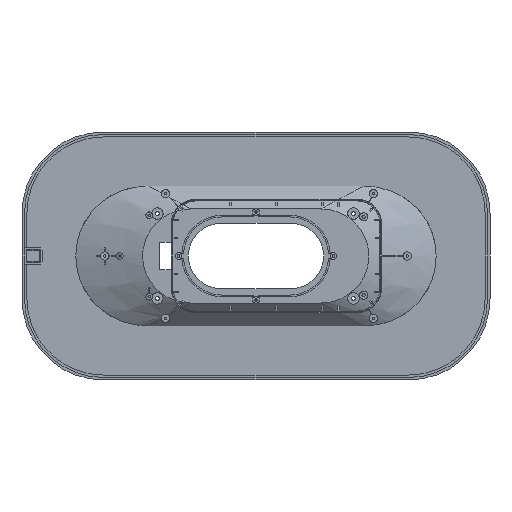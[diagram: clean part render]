
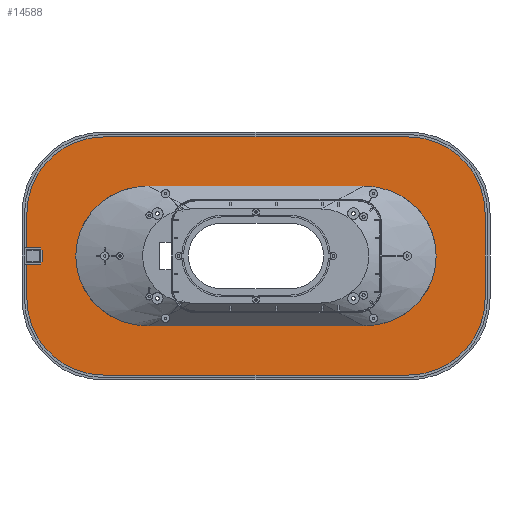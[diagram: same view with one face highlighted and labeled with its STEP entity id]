
A CAD part, front view. The second image highlights one B-rep face of the part: STEP entity #14588.
In plain terms, the highlighted planar face has unit normal (0, -1, 0).
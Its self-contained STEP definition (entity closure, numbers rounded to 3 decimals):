
#1040=CARTESIAN_POINT('',(65.993,0.,
42.865));
#1041=CARTESIAN_POINT('',(67.11,0.,
42.865));
#1042=CARTESIAN_POINT('',(69.331,0.,
42.783));
#1043=CARTESIAN_POINT('',(72.633,0.,
42.414));
#1044=CARTESIAN_POINT('',(74.793,0.,
42.009));
#1045=CARTESIAN_POINT('',(75.865,0.,
41.766));
#1080=CARTESIAN_POINT('',(75.865,0.,
-41.766));
#1081=CARTESIAN_POINT('',(74.793,0.,
-42.009));
#1082=CARTESIAN_POINT('',(72.633,0.,
-42.414));
#1083=CARTESIAN_POINT('',(69.331,0.,
-42.783));
#1084=CARTESIAN_POINT('',(67.11,0.,
-42.865));
#1085=CARTESIAN_POINT('',(65.993,0.,
-42.865));
#1930=CARTESIAN_POINT('',(-66.011,0.,
-42.865));
#1931=CARTESIAN_POINT('',(-67.134,0.,
-42.865));
#1932=CARTESIAN_POINT('',(-69.368,0.,
-42.782));
#1933=CARTESIAN_POINT('',(-72.691,0.,
-42.408));
#1934=CARTESIAN_POINT('',(-74.864,0.,
-41.997));
#1935=CARTESIAN_POINT('',(-75.943,0.,
-41.751));
#1970=CARTESIAN_POINT('',(-75.943,0.,
41.751));
#1971=CARTESIAN_POINT('',(-74.864,0.,
41.997));
#1972=CARTESIAN_POINT('',(-72.691,0.,
42.408));
#1973=CARTESIAN_POINT('',(-69.368,0.,
42.782));
#1974=CARTESIAN_POINT('',(-67.134,0.,
42.865));
#1975=CARTESIAN_POINT('',(-66.011,0.,
42.865));
#2394=CARTESIAN_POINT('',(-93.5,0.,26.));
#2395=DIRECTION('',(0.,1.,0.));
#2396=DIRECTION('',(-1.,0.,0.));
#2397=AXIS2_PLACEMENT_3D('',#2394,#2395,#2396);
#2402=CARTESIAN_POINT('',(93.5,0.,26.));
#2403=DIRECTION('',(0.,1.,0.));
#2404=DIRECTION('',(0.,0.,1.));
#2405=AXIS2_PLACEMENT_3D('',#2402,#2403,#2404);
#2410=CARTESIAN_POINT('',(93.5,0.,-26.));
#2411=DIRECTION('',(0.,1.,0.));
#2412=DIRECTION('',(1.,0.,0.));
#2413=AXIS2_PLACEMENT_3D('',#2410,#2411,#2412);
#2418=CARTESIAN_POINT('',(-93.5,0.,-26.));
#2419=DIRECTION('',(0.,1.,0.));
#2420=DIRECTION('',(0.,0.,-1.));
#2421=AXIS2_PLACEMENT_3D('',#2418,#2419,#2420);
#2426=CARTESIAN_POINT('',(68.,0.,0.));
#2427=DIRECTION('',(0.,-1.,0.));
#2428=DIRECTION('',(0.185,0.,-0.983));
#2429=AXIS2_PLACEMENT_3D('',#2426,#2427,#2428);
#2434=CARTESIAN_POINT('',(68.,0.,0.));
#2435=DIRECTION('',(0.,-1.,0.));
#2436=DIRECTION('',(1.,0.,0.));
#2437=AXIS2_PLACEMENT_3D('',#2434,#2435,#2436);
#2442=DIRECTION('',(-1.,0.,0.));
#2443=VECTOR('',#2442,132.004);
#2444=CARTESIAN_POINT('',(65.993,0.,
42.865));
#2445=LINE('',#2444,#2443);
#2449=CARTESIAN_POINT('',(-68.,0.,0.));
#2450=DIRECTION('',(0.,-1.,0.));
#2451=DIRECTION('',(-0.187,0.,0.982));
#2452=AXIS2_PLACEMENT_3D('',#2449,#2450,#2451);
#2457=CARTESIAN_POINT('',(-68.,0.,0.));
#2458=DIRECTION('',(0.,-1.,0.));
#2459=DIRECTION('',(-1.,0.,0.));
#2460=AXIS2_PLACEMENT_3D('',#2457,#2458,#2459);
#2465=DIRECTION('',(1.,0.,0.));
#2466=VECTOR('',#2465,132.004);
#2467=CARTESIAN_POINT('',(-66.011,0.,
-42.865));
#2468=LINE('',#2467,#2466);
#2479=DIRECTION('',(-1.,0.,0.));
#2480=VECTOR('',#2479,8.5);
#2481=CARTESIAN_POINT('',(-132.,0.,-5.));
#2482=LINE('',#2481,#2480);
#2775=DIRECTION('',(0.,0.,-1.));
#2776=VECTOR('',#2775,21.);
#2777=CARTESIAN_POINT('',(-140.5,0.,-5.));
#2778=LINE('',#2777,#2776);
#2796=DIRECTION('',(1.,0.,0.));
#2797=VECTOR('',#2796,187.);
#2798=CARTESIAN_POINT('',(-93.5,0.,-73.));
#2799=LINE('',#2798,#2797);
#2817=DIRECTION('',(0.,0.,1.));
#2818=VECTOR('',#2817,52.);
#2819=CARTESIAN_POINT('',(140.5,0.,-26.));
#2820=LINE('',#2819,#2818);
#2838=DIRECTION('',(-1.,0.,0.));
#2839=VECTOR('',#2838,187.);
#2840=CARTESIAN_POINT('',(93.5,0.,73.));
#2841=LINE('',#2840,#2839);
#2859=DIRECTION('',(0.,0.,-1.));
#2860=VECTOR('',#2859,21.);
#2861=CARTESIAN_POINT('',(-140.5,0.,26.));
#2862=LINE('',#2861,#2860);
#2880=DIRECTION('',(1.,0.,0.));
#2881=VECTOR('',#2880,8.5);
#2882=CARTESIAN_POINT('',(-140.5,0.,5.));
#2883=LINE('',#2882,#2881);
#2908=DIRECTION('',(0.,0.,-1.));
#2909=VECTOR('',#2908,10.);
#2910=CARTESIAN_POINT('',(-132.,0.,5.));
#2911=LINE('',#2910,#2909);
#11277=CARTESIAN_POINT('',(-132.,0.,-5.));
#11278=CARTESIAN_POINT('',(-140.5,0.,-5.));
#11279=VERTEX_POINT('',#11277);
#11280=VERTEX_POINT('',#11278);
#11281=CARTESIAN_POINT('',(-132.,0.,5.));
#11282=VERTEX_POINT('',#11281);
#11283=CARTESIAN_POINT('',(-140.5,0.,5.));
#11284=VERTEX_POINT('',#11283);
#11285=CARTESIAN_POINT('',(-140.5,0.,26.));
#11286=VERTEX_POINT('',#11285);
#11287=CARTESIAN_POINT('',(-93.5,0.,73.));
#11288=VERTEX_POINT('',#11287);
#11289=CARTESIAN_POINT('',(93.5,0.,73.));
#11290=VERTEX_POINT('',#11289);
#11291=CARTESIAN_POINT('',(140.5,0.,26.));
#11292=VERTEX_POINT('',#11291);
#11293=CARTESIAN_POINT('',(140.5,0.,-26.));
#11294=VERTEX_POINT('',#11293);
#11295=CARTESIAN_POINT('',(93.5,0.,-73.));
#11296=VERTEX_POINT('',#11295);
#11297=CARTESIAN_POINT('',(-93.5,0.,-73.));
#11298=VERTEX_POINT('',#11297);
#11299=CARTESIAN_POINT('',(-140.5,0.,-26.));
#11300=VERTEX_POINT('',#11299);
#11301=VERTEX_POINT('',#1080);
#11302=VERTEX_POINT('',#1085);
#11303=CARTESIAN_POINT('',(110.5,0.,0.));
#11304=CARTESIAN_POINT('',(75.865,0.,41.766));
#11305=VERTEX_POINT('',#11303);
#11306=VERTEX_POINT('',#11304);
#11307=VERTEX_POINT('',#1040);
#11308=CARTESIAN_POINT('',(-66.011,0.,
42.865));
#11309=VERTEX_POINT('',#11308);
#11310=VERTEX_POINT('',#1970);
#11311=CARTESIAN_POINT('',(-110.5,0.,0.));
#11312=CARTESIAN_POINT('',(-75.943,0.,-41.751));
#11313=VERTEX_POINT('',#11311);
#11314=VERTEX_POINT('',#11312);
#11315=VERTEX_POINT('',#1930);
#14540=CARTESIAN_POINT('',(0.,0.,0.));
#14541=DIRECTION('',(0.,1.,0.));
#14542=DIRECTION('',(1.,0.,0.));
#14543=AXIS2_PLACEMENT_3D('',#14540,#14541,#14542);
#14544=PLANE('',#14543);
#14546=ORIENTED_EDGE('',*,*,#14545,.F.);
#14548=ORIENTED_EDGE('',*,*,#14547,.F.);
#14550=ORIENTED_EDGE('',*,*,#14549,.F.);
#14552=ORIENTED_EDGE('',*,*,#14551,.F.);
#14554=ORIENTED_EDGE('',*,*,#14553,.T.);
#14556=ORIENTED_EDGE('',*,*,#14555,.F.);
#14558=ORIENTED_EDGE('',*,*,#14557,.T.);
#14560=ORIENTED_EDGE('',*,*,#14559,.F.);
#14562=ORIENTED_EDGE('',*,*,#14561,.T.);
#14564=ORIENTED_EDGE('',*,*,#14563,.F.);
#14566=ORIENTED_EDGE('',*,*,#14565,.T.);
#14568=ORIENTED_EDGE('',*,*,#14567,.F.);
#14569=EDGE_LOOP('',(#14546,#14548,#14550,#14552,#14554,#14556,#14558,#14560,
#14562,#14564,#14566,#14568));
#14570=FACE_OUTER_BOUND('',#14569,.F.);
#14571=ORIENTED_EDGE('',*,*,#13791,.F.);
#14573=ORIENTED_EDGE('',*,*,#14572,.T.);
#14575=ORIENTED_EDGE('',*,*,#14574,.T.);
#14576=ORIENTED_EDGE('',*,*,#13785,.F.);
#14578=ORIENTED_EDGE('',*,*,#14577,.T.);
#14579=ORIENTED_EDGE('',*,*,#14361,.F.);
#14581=ORIENTED_EDGE('',*,*,#14580,.T.);
#14583=ORIENTED_EDGE('',*,*,#14582,.T.);
#14584=ORIENTED_EDGE('',*,*,#14355,.F.);
#14585=ORIENTED_EDGE('',*,*,#13674,.T.);
#14586=EDGE_LOOP('',(#14571,#14573,#14575,#14576,#14578,#14579,#14581,#14583,
#14584,#14585));
#14587=FACE_BOUND('',#14586,.F.);
#1046=B_SPLINE_CURVE_WITH_KNOTS('',3,(#1040,#1041,#1042,#1043,#1044,#1045),
.UNSPECIFIED.,.F.,.F.,(4,1,1,4),(0.,0.333,0.667,1.),
.UNSPECIFIED.);
#1086=B_SPLINE_CURVE_WITH_KNOTS('',3,(#1080,#1081,#1082,#1083,#1084,#1085),
.UNSPECIFIED.,.F.,.F.,(4,1,1,4),(0.,0.333,0.667,1.),
.UNSPECIFIED.);
#1936=B_SPLINE_CURVE_WITH_KNOTS('',3,(#1930,#1931,#1932,#1933,#1934,#1935),
.UNSPECIFIED.,.F.,.F.,(4,1,1,4),(0.,0.333,0.667,1.),
.UNSPECIFIED.);
#1976=B_SPLINE_CURVE_WITH_KNOTS('',3,(#1970,#1971,#1972,#1973,#1974,#1975),
.UNSPECIFIED.,.F.,.F.,(4,1,1,4),(0.,0.333,0.667,1.),
.UNSPECIFIED.);
#2398=CIRCLE('',#2397,47.);
#2406=CIRCLE('',#2405,47.);
#2414=CIRCLE('',#2413,47.);
#2422=CIRCLE('',#2421,47.);
#2430=CIRCLE('',#2429,42.5);
#2438=CIRCLE('',#2437,42.5);
#2453=CIRCLE('',#2452,42.5);
#2461=CIRCLE('',#2460,42.5);
#13674=EDGE_CURVE('',#11315,#11302,#2468,.T.);
#13785=EDGE_CURVE('',#11307,#11306,#1046,.T.);
#13791=EDGE_CURVE('',#11301,#11302,#1086,.T.);
#14355=EDGE_CURVE('',#11315,#11314,#1936,.T.);
#14361=EDGE_CURVE('',#11310,#11309,#1976,.T.);
#14545=EDGE_CURVE('',#11279,#11280,#2482,.T.);
#14547=EDGE_CURVE('',#11282,#11279,#2911,.T.);
#14549=EDGE_CURVE('',#11284,#11282,#2883,.T.);
#14551=EDGE_CURVE('',#11286,#11284,#2862,.T.);
#14553=EDGE_CURVE('',#11286,#11288,#2398,.T.);
#14555=EDGE_CURVE('',#11290,#11288,#2841,.T.);
#14557=EDGE_CURVE('',#11290,#11292,#2406,.T.);
#14559=EDGE_CURVE('',#11294,#11292,#2820,.T.);
#14561=EDGE_CURVE('',#11294,#11296,#2414,.T.);
#14563=EDGE_CURVE('',#11298,#11296,#2799,.T.);
#14565=EDGE_CURVE('',#11298,#11300,#2422,.T.);
#14567=EDGE_CURVE('',#11280,#11300,#2778,.T.);
#14572=EDGE_CURVE('',#11301,#11305,#2430,.T.);
#14574=EDGE_CURVE('',#11305,#11306,#2438,.T.);
#14577=EDGE_CURVE('',#11307,#11309,#2445,.T.);
#14580=EDGE_CURVE('',#11310,#11313,#2453,.T.);
#14582=EDGE_CURVE('',#11313,#11314,#2461,.T.);
#14588=ADVANCED_FACE('',(#14570,#14587),#14544,.F.);
